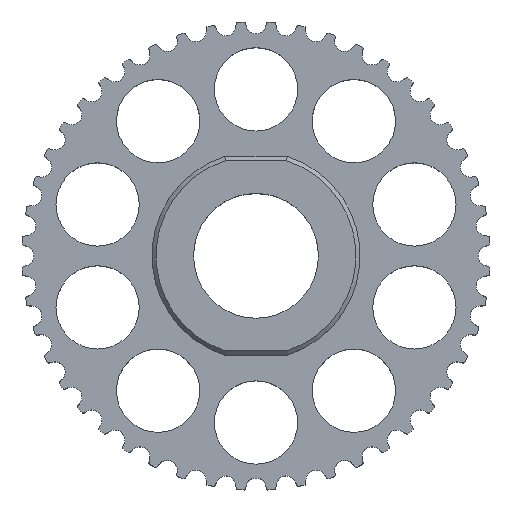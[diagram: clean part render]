
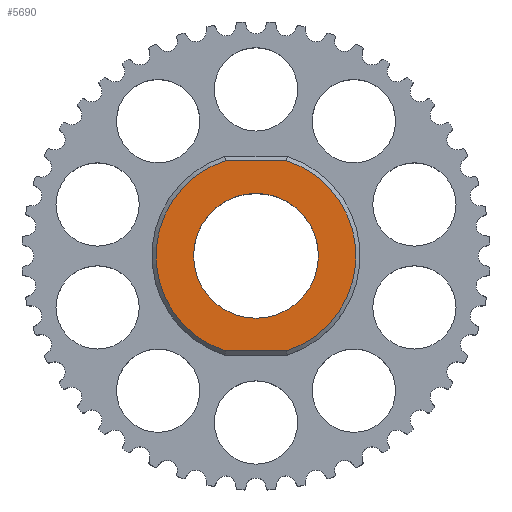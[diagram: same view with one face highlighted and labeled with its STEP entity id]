
A CAD part, top view. The second image highlights one B-rep face of the part: STEP entity #5690.
In plain terms, the highlighted planar face has unit normal (0, 0, 1).
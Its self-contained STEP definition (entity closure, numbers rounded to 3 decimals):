
#15=FACE_BOUND('',#1305,.T.);
#345=LINE('',#9126,#660);
#348=LINE('',#9144,#663);
#660=VECTOR('',#6949,10.);
#663=VECTOR('',#6960,10.);
#978=PLANE('',#6026);
#989=FACE_OUTER_BOUND('',#1304,.T.);
#1304=EDGE_LOOP('',(#3840,#3841,#3842,#3843));
#1305=EDGE_LOOP('',(#3844));
#1647=CIRCLE('',#6014,9.6);
#1649=CIRCLE('',#6018,9.6);
#1654=CIRCLE('',#6027,6.);
#2258=VERTEX_POINT('',#9110);
#2259=VERTEX_POINT('',#9111);
#2262=VERTEX_POINT('',#9125);
#2264=VERTEX_POINT('',#9134);
#2271=VERTEX_POINT('',#9161);
#2879=EDGE_CURVE('',#2258,#2259,#1647,.T.);
#2883=EDGE_CURVE('',#2259,#2262,#345,.T.);
#2886=EDGE_CURVE('',#2262,#2264,#1649,.T.);
#2890=EDGE_CURVE('',#2264,#2258,#348,.T.);
#2899=EDGE_CURVE('',#2271,#2271,#1654,.T.);
#3840=ORIENTED_EDGE('',*,*,#2879,.F.);
#3841=ORIENTED_EDGE('',*,*,#2890,.F.);
#3842=ORIENTED_EDGE('',*,*,#2886,.F.);
#3843=ORIENTED_EDGE('',*,*,#2883,.F.);
#3844=ORIENTED_EDGE('',*,*,#2899,.T.);
#5690=ADVANCED_FACE('',(#989,#15),#978,.T.);
#6014=AXIS2_PLACEMENT_3D('',#9112,#6943,#6944);
#6018=AXIS2_PLACEMENT_3D('',#9135,#6953,#6954);
#6026=AXIS2_PLACEMENT_3D('',#9160,#6976,#6977);
#6027=AXIS2_PLACEMENT_3D('',#9162,#6978,#6979);
#6943=DIRECTION('center_axis',(0.,0.,-1.));
#6944=DIRECTION('ref_axis',(1.,0.,0.));
#6949=DIRECTION('',(-1.,0.,0.));
#6953=DIRECTION('center_axis',(0.,0.,-1.));
#6954=DIRECTION('ref_axis',(-1.,0.,0.));
#6960=DIRECTION('',(1.,0.,0.));
#6976=DIRECTION('center_axis',(0.,0.,1.));
#6977=DIRECTION('ref_axis',(1.,0.,0.));
#6978=DIRECTION('center_axis',(0.,0.,-1.));
#6979=DIRECTION('ref_axis',(1.,0.,0.));
#9110=CARTESIAN_POINT('',(2.938,9.139,6.));
#9111=CARTESIAN_POINT('',(2.938,-9.139,6.));
#9112=CARTESIAN_POINT('Origin',(0.,0.,6.));
#9125=CARTESIAN_POINT('',(-2.938,-9.139,6.));
#9126=CARTESIAN_POINT('',(-1.5,-9.139,6.));
#9134=CARTESIAN_POINT('',(-2.938,9.139,6.));
#9135=CARTESIAN_POINT('Origin',(0.,0.,6.));
#9144=CARTESIAN_POINT('',(1.5,9.139,6.));
#9160=CARTESIAN_POINT('Origin',(0.,0.,6.));
#9161=CARTESIAN_POINT('',(-6.,0.,6.));
#9162=CARTESIAN_POINT('Origin',(0.,0.,6.));
